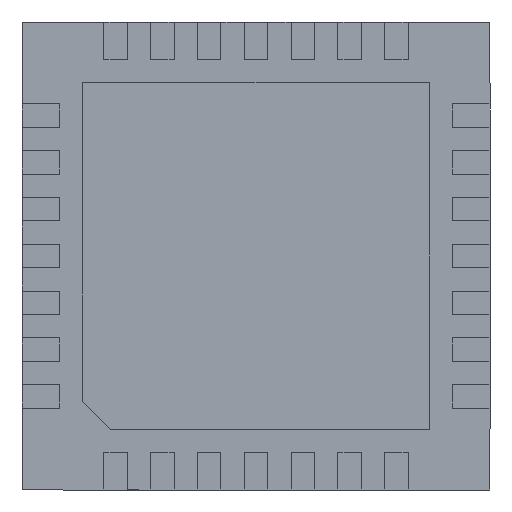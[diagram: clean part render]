
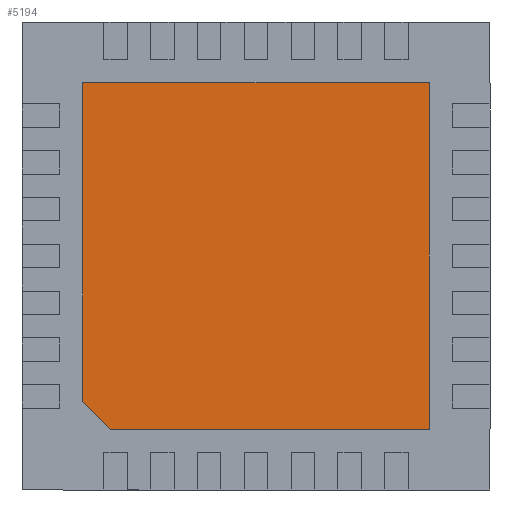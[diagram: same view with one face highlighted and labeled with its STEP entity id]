
A CAD part, front view. The second image highlights one B-rep face of the part: STEP entity #5194.
In plain terms, the highlighted planar face has unit normal (0, -1, 0).
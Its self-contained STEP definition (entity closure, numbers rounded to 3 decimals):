
#68 = CARTESIAN_POINT ( 'NONE',  ( 0., 0., 0. ) ) ;
#104 = DIRECTION ( 'NONE',  ( 0.707, 0., -0.707 ) ) ;
#274 = EDGE_CURVE ( 'NONE', #3491, #4918, #8077, .T. ) ;
#405 = CARTESIAN_POINT ( 'NONE',  ( 1.85, 0., -1.85 ) ) ;
#620 = PLANE ( 'NONE',  #8811 ) ;
#666 = DIRECTION ( 'NONE',  ( 0., 0., -1. ) ) ;
#788 = VECTOR ( 'NONE', #5665, 1000. ) ;
#1099 = CARTESIAN_POINT ( 'NONE',  ( -1.7, 0., -1.7 ) ) ;
#1554 = CARTESIAN_POINT ( 'NONE',  ( -1.85, 0., -1.85 ) ) ;
#1570 = EDGE_CURVE ( 'NONE', #4918, #4509, #6633, .T. ) ;
#1624 = CARTESIAN_POINT ( 'NONE',  ( 1.85, 0., 1.85 ) ) ;
#1702 = VECTOR ( 'NONE', #104, 1000. ) ;
#1779 = ORIENTED_EDGE ( 'NONE', *, *, #6663, .T. ) ;
#2128 = VERTEX_POINT ( 'NONE', #8985 ) ;
#2634 = ORIENTED_EDGE ( 'NONE', *, *, #8116, .T. ) ;
#2823 = FACE_OUTER_BOUND ( 'NONE', #3425, .T. ) ;
#3180 = ORIENTED_EDGE ( 'NONE', *, *, #4529, .T. ) ;
#3412 = DIRECTION ( 'NONE',  ( 0., -1., 0. ) ) ;
#3425 = EDGE_LOOP ( 'NONE', ( #1779, #3180, #7092, #7997, #2634 ) ) ;
#3491 = VERTEX_POINT ( 'NONE', #6274 ) ;
#3495 = CARTESIAN_POINT ( 'NONE',  ( 1.85, 0., 1.85 ) ) ;
#4172 = LINE ( 'NONE', #3495, #8476 ) ;
#4509 = VERTEX_POINT ( 'NONE', #1624 ) ;
#4529 = EDGE_CURVE ( 'NONE', #6951, #3491, #5133, .T. ) ;
#4582 = DIRECTION ( 'NONE',  ( 1., 0., 0. ) ) ;
#4880 = LINE ( 'NONE', #1554, #788 ) ;
#4918 = VERTEX_POINT ( 'NONE', #8011 ) ;
#5133 = LINE ( 'NONE', #1099, #1702 ) ;
#5194 = ADVANCED_FACE ( 'NONE', ( #2823 ), #620, .T. ) ;
#5665 = DIRECTION ( 'NONE',  ( 0., 0., -1. ) ) ;
#5734 = VECTOR ( 'NONE', #7385, 1000. ) ;
#6274 = CARTESIAN_POINT ( 'NONE',  ( -1.55, 0., -1.85 ) ) ;
#6355 = VECTOR ( 'NONE', #4582, 1000. ) ;
#6633 = LINE ( 'NONE', #405, #5734 ) ;
#6663 = EDGE_CURVE ( 'NONE', #2128, #6951, #4880, .T. ) ;
#6928 = DIRECTION ( 'NONE',  ( -1., 0., 0. ) ) ;
#6951 = VERTEX_POINT ( 'NONE', #8901 ) ;
#7092 = ORIENTED_EDGE ( 'NONE', *, *, #274, .T. ) ;
#7256 = CARTESIAN_POINT ( 'NONE',  ( 1.85, 0., -1.85 ) ) ;
#7385 = DIRECTION ( 'NONE',  ( 0., 0., 1. ) ) ;
#7997 = ORIENTED_EDGE ( 'NONE', *, *, #1570, .T. ) ;
#8011 = CARTESIAN_POINT ( 'NONE',  ( 1.85, 0., -1.85 ) ) ;
#8077 = LINE ( 'NONE', #7256, #6355 ) ;
#8116 = EDGE_CURVE ( 'NONE', #4509, #2128, #4172, .T. ) ;
#8476 = VECTOR ( 'NONE', #6928, 1000. ) ;
#8811 = AXIS2_PLACEMENT_3D ( 'NONE', #68, #3412, #666 ) ;
#8901 = CARTESIAN_POINT ( 'NONE',  ( -1.85, 0., -1.55 ) ) ;
#8985 = CARTESIAN_POINT ( 'NONE',  ( -1.85, 0., 1.85 ) ) ;
